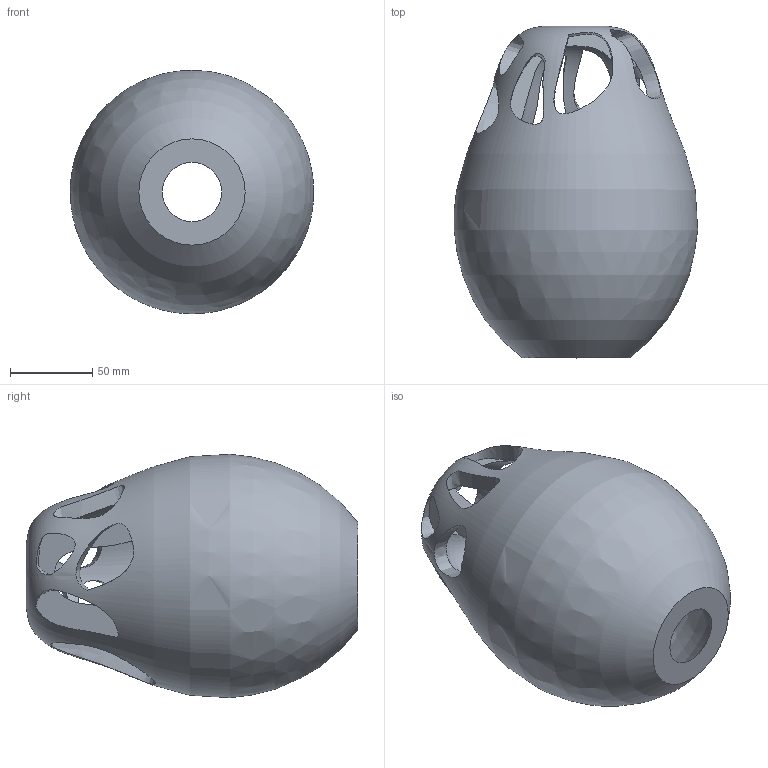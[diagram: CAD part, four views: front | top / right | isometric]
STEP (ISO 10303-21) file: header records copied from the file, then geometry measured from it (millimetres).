
FILE_DESCRIPTION(('FreeCAD Model'),'2;1');
FILE_NAME('Open CASCADE Shape Model','2024-06-17T11:18:00',(''),(''), 'Open CASCADE STEP processor 7.6','FreeCAD','Unknown');
FILE_SCHEMA(('AUTOMOTIVE_DESIGN { 1 0 10303 214 1 1 1 1 }'));
Length unit declared in the file: millimetre
Products named in the file (1): Pocket003
Bounding box: 147.63 x 201.28 x 147.61 mm (x, y, z)
Volume: 617171.2 mm3; surface area: 149993.2 mm2
Topology: 1 solids, 1 shells, 25 faces, 76 edges, 50 vertices
Faces by surface type: plane 11, extrusion 11, revolution 2, cylinder 1
Full cylindrical faces by diameter (mm): 36.868 x1
Entity records: 16608 total; most frequent: CARTESIAN_POINT 15346, B_SPLINE_CURVE_WITH_KNOTS 176, ORIENTED_EDGE 152, PCURVE 152, DEFINITIONAL_REPRESENTATION 152, DIRECTION 108, EDGE_CURVE 76, VECTOR 70
